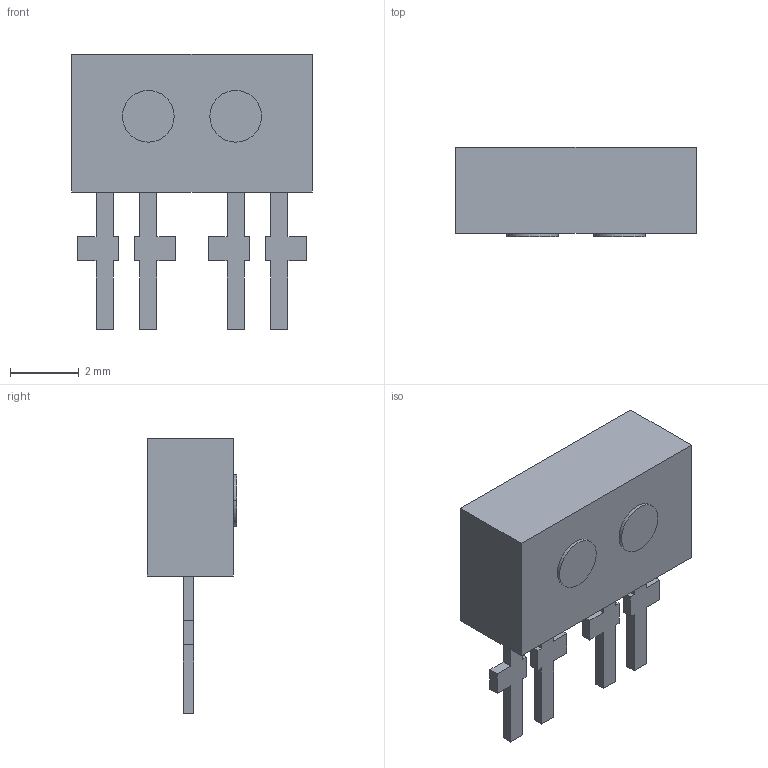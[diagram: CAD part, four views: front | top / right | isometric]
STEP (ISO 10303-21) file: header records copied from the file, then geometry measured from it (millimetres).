
FILE_DESCRIPTION(('FreeCAD Model'),'2;1');
FILE_NAME('VISHAY TCRT1000.STEP' ,'2019-11-03T12:30:58',('Author'),(''), 'Open CASCADE STEP processor 7.3','FreeCAD','Unknown');
FILE_SCHEMA(('AUTOMOTIVE_DESIGN { 1 0 10303 214 1 1 1 1 }'));
Length unit declared in the file: millimetre
Products named in the file (1): User_Library_VISHAY_TCRT1007_cp
Bounding box: 7 x 2.6 x 8 mm (x, y, z)
Volume: 73.3 mm3; surface area: 152 mm2
Topology: 7 solids, 7 shells, 76 faces, 180 edges, 120 vertices
Faces by surface type: plane 68, cylinder 8
Entity records: 2694 total; most frequent: CARTESIAN_POINT 377, ORIENTED_EDGE 360, DIRECTION 350, EDGE_CURVE 180, LINE 164, VECTOR 164, VERTEX_POINT 120, AXIS2_PLACEMENT_3D 93
